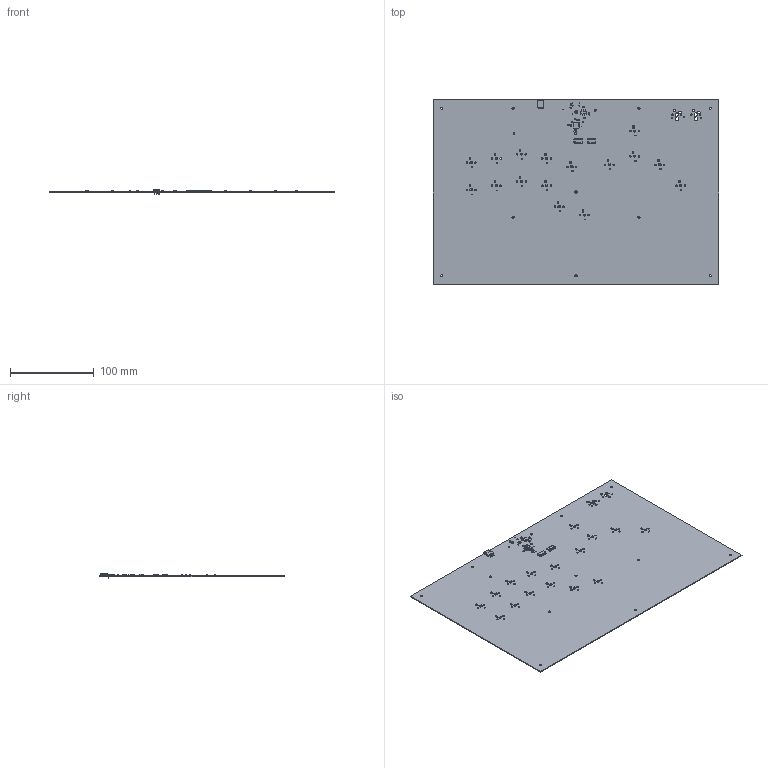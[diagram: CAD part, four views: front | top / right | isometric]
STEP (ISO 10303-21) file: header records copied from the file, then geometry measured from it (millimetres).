
FILE_DESCRIPTION(('KiCad electronic assembly'),'2;1');
FILE_NAME('mainboard.step','2024-06-18T23:37:40',('Pcbnew'),('Kicad'), 'Open CASCADE STEP processor 7.8','KiCad to STEP converter','Unknown' );
FILE_SCHEMA(('AUTOMOTIVE_DESIGN { 1 0 10303 214 1 1 1 1 }'));
Length unit declared in the file: millimetre
Products named in the file (30): mainboard 1; C_0603_1608Metric; R_0603_1608Metric; SOIC-16_3.9x9.9mm_P1.27mm; SOIC_16_39x99mm_P127mm; R_0402_1005Metric; Crystal_SMD_3225-4Pin_3.2x2.5mm; C_0402_1005Metric; SOT-23; SOT_23; SOT-223; SOT_223; C_0805_2012Metric; SOT-353_SC-70-5; SOT_353_SC_70_5; PinSocket_1x03_P2.54mm_Horizontal; PinSocket_1x03_P254mm_Horizontal; SOT-23-6; SOT_23_6; QFN-56-1EP_7x7mm_P0.4mm_EP5.6x5.6mm; QFN-56-1EP_7x7mm_Pitch0.4mm; LED_0805_2012Metric; mainboard_PCB
Assembly tree (120 placements, depth 3):
  mainboard 1
    C_0603_1608Metric  x32
      C_0603_1608Metric
    R_0603_1608Metric  x16
      R_0603_1608Metric
    SOIC-16_3.9x9.9mm_P1.27mm  x2
      SOIC_16_39x99mm_P127mm
    R_0402_1005Metric  x12
      R_0402_1005Metric
    Crystal_SMD_3225-4Pin_3.2x2.5mm
      Crystal_SMD_3225-4Pin_3.2x2.5mm
    C_0402_1005Metric  x17
      C_0402_1005Metric
    SOT-23  x16
      SOT_23
    SOT-223
      SOT_223
    C_0805_2012Metric  x3
      C_0805_2012Metric
    SOT-353_SC-70-5
      SOT_353_SC_70_5
    PinSocket_1x03_P2.54mm_Horizontal
      PinSocket_1x03_P254mm_Horizontal
    SOT-23-6
      SOT_23_6
    QFN-56-1EP_7x7mm_P0.4mm_EP5.6x5.6mm
      QFN-56-1EP_7x7mm_Pitch0.4mm
    LED_0805_2012Metric
      LED_0805_2012Metric
    mainboard_PCB
Bounding box: 340 x 220 x 5.84 mm (x, y, z)
Volume: 75075 mm3; surface area: 152271 mm2
Topology: 106 solids, 106 shells, 4919 faces, 12651 edges, 8064 vertices
Faces by surface type: plane 2933, cylinder 1399, bspline 587
Full cylindrical faces by diameter (mm): 0.35 x9, 0.5 x1, 0.6 x2, 0.65 x2, 1 x3, 1.7 x4, 1.75 x32, 2.7 x10, 3 x4, 4 x2
Entity records: 55740 total; most frequent: CARTESIAN_POINT 8590, ORIENTED_EDGE 7848, DIRECTION 7364, EDGE_CURVE 3924, LINE 3064, VECTOR 3064, VERTEX_POINT 2520, AXIS2_PLACEMENT_3D 2150
